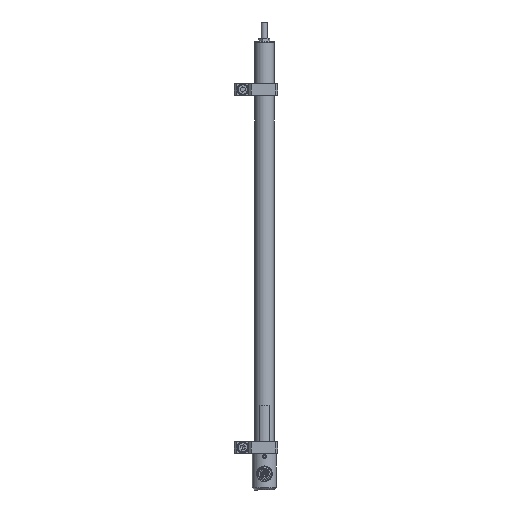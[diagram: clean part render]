
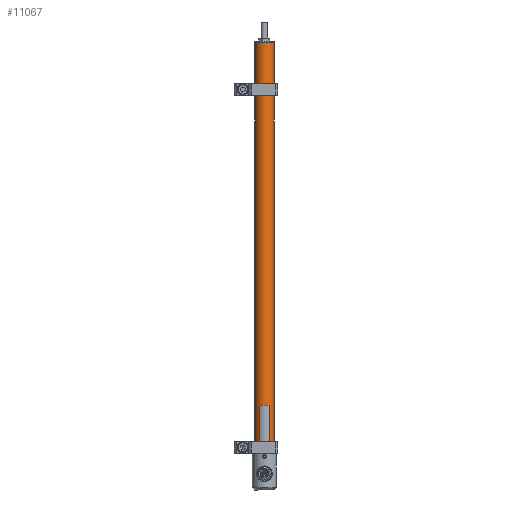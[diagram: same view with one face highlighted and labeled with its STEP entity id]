
A CAD part, front view. The second image highlights one B-rep face of the part: STEP entity #11067.
In plain terms, the highlighted cylindrical face has radius 8 mm (diameter 16 mm), a partial arc.
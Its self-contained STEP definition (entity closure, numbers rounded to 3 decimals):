
#7149 = DIRECTION ( 'NONE',  ( -1., 0., 0. ) ) ;
#7150 = DIRECTION ( 'NONE',  ( 0., 0., 1. ) ) ;
#7154 = AXIS2_PLACEMENT_3D ( 'NONE', #7160, #7150, #7149 ) ;
#7155 = DIRECTION ( 'NONE',  ( 1., 0., 0. ) ) ;
#7156 = DIRECTION ( 'NONE',  ( 0., 0., -1. ) ) ;
#7157 = AXIS2_PLACEMENT_3D ( 'NONE', #7169, #7156, #7155 ) ;
#7160 = CARTESIAN_POINT ( 'NONE',  ( 0., 0., -342.5 ) ) ;
#7163 = CIRCLE ( 'NONE', #7157, 8. ) ;
#7164 = CARTESIAN_POINT ( 'NONE',  ( 8., 0., -342.5 ) ) ;
#7166 = CARTESIAN_POINT ( 'NONE',  ( -8., 0., -0.15 ) ) ;
#7167 = CIRCLE ( 'NONE', #7154, 8. ) ;
#7168 = CARTESIAN_POINT ( 'NONE',  ( -8., 0., -342.5 ) ) ;
#7169 = CARTESIAN_POINT ( 'NONE',  ( 0., 0., -0.15 ) ) ;
#7294 = FACE_OUTER_BOUND ( 'NONE', #11019, .T. ) ;
#7299 = CYLINDRICAL_SURFACE ( 'NONE', #7300, 8. ) ;
#7300 = AXIS2_PLACEMENT_3D ( 'NONE', #7303, #7343, #7342 ) ;
#7303 = CARTESIAN_POINT ( 'NONE',  ( 0., 0., -351.7 ) ) ;
#7327 = DIRECTION ( 'NONE',  ( 0., 0., 1. ) ) ;
#7328 = VECTOR ( 'NONE', #7327, 1000. ) ;
#7338 = CARTESIAN_POINT ( 'NONE',  ( 8., 0., -351.7 ) ) ;
#7339 = LINE ( 'NONE', #7338, #7328 ) ;
#7342 = DIRECTION ( 'NONE',  ( 1., 0., 0. ) ) ;
#7343 = DIRECTION ( 'NONE',  ( 0., 0., 1. ) ) ;
#7391 = CARTESIAN_POINT ( 'NONE',  ( 8., 0., -0.15 ) ) ;
#7395 = DIRECTION ( 'NONE',  ( 0., 0., 1. ) ) ;
#7396 = VECTOR ( 'NONE', #7395, 1000. ) ;
#7397 = CARTESIAN_POINT ( 'NONE',  ( -8., 0., -351.7 ) ) ;
#7403 = LINE ( 'NONE', #7397, #7396 ) ;
#11017 = VERTEX_POINT ( 'NONE', #7168 ) ;
#11019 = EDGE_LOOP ( 'NONE', ( #11068, #11022, #11070, #11069 ) ) ;
#11020 = VERTEX_POINT ( 'NONE', #7166 ) ;
#11021 = VERTEX_POINT ( 'NONE', #7164 ) ;
#11022 = ORIENTED_EDGE ( 'NONE', *, *, #11025, .T. ) ;
#11024 = EDGE_CURVE ( 'NONE', #11094, #11020, #7163, .T. ) ;
#11025 = EDGE_CURVE ( 'NONE', #11017, #11021, #7167, .T. ) ;
#11067 = ADVANCED_FACE ( 'NONE', ( #7294 ), #7299, .T. ) ;
#11068 = ORIENTED_EDGE ( 'NONE', *, *, #11091, .F. ) ;
#11069 = ORIENTED_EDGE ( 'NONE', *, *, #11024, .T. ) ;
#11070 = ORIENTED_EDGE ( 'NONE', *, *, #11073, .T. ) ;
#11073 = EDGE_CURVE ( 'NONE', #11021, #11094, #7339, .T. ) ;
#11091 = EDGE_CURVE ( 'NONE', #11017, #11020, #7403, .T. ) ;
#11094 = VERTEX_POINT ( 'NONE', #7391 ) ;
